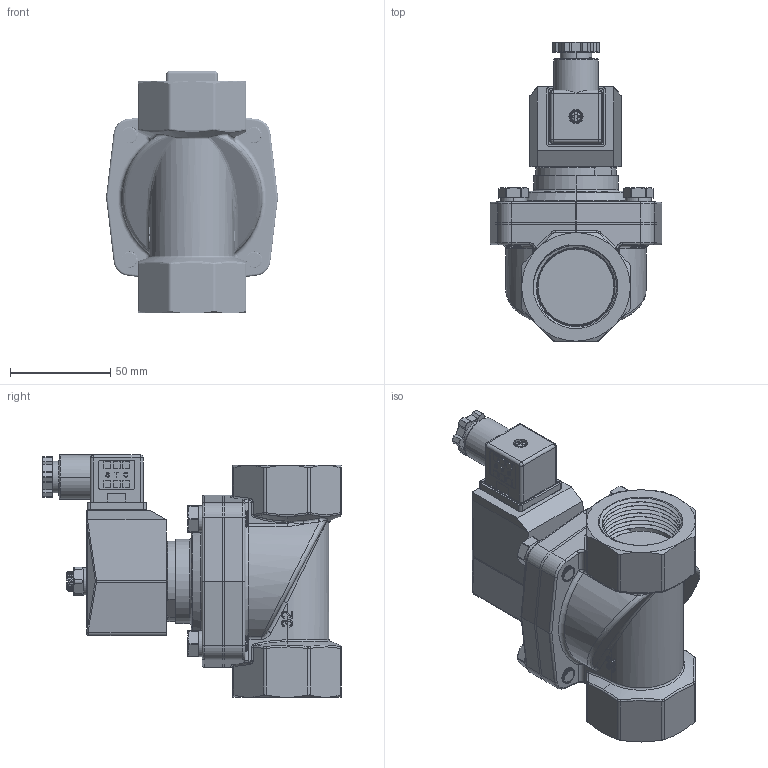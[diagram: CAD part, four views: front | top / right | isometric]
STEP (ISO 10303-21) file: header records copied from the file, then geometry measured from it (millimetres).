
FILE_DESCRIPTION (( 'STEP AP214' ), '1' );
FILE_NAME ('2S350-1-1-4.STEP', '2018-11-08T19:09:27', ( '' ), ( '' ), 'SwSTEP 2.0', 'SolidWorks 2016', '' );
FILE_SCHEMA (( 'AUTOMOTIVE_DESIGN' ));
Length unit declared in the file: millimetre
Products named in the file (1): 2S350-1-1-4
Bounding box: 85.59 x 148.61 x 120.8 mm (x, y, z)
Volume: 493570.8 mm3; surface area: 124201.8 mm2
Topology: 25 solids, 25 shells, 1800 faces, 4901 edges, 3181 vertices
Faces by surface type: cylinder 731, plane 673, bspline 183, cone 147, torus 41, sphere 25
Entity records: 137539 total; most frequent: CARTESIAN_POINT 76194, ORIENTED_EDGE 9766, DIRECTION 7052, EDGE_CURVE 4883, VERTEX_POINT 3181, VECTOR 2372, LINE 2372, AXIS2_PLACEMENT_3D 2340
